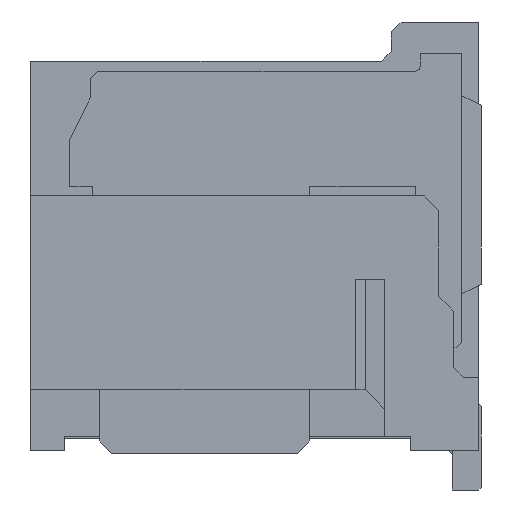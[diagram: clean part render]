
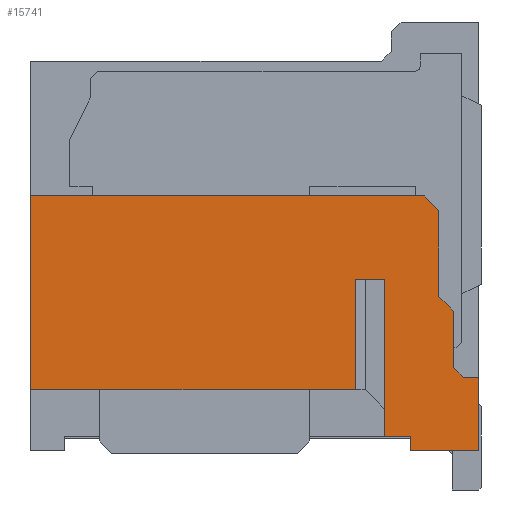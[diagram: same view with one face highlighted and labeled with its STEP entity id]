
A CAD part, left-side view. The second image highlights one B-rep face of the part: STEP entity #15741.
In plain terms, the highlighted planar face has unit normal (-1, 0, 0).
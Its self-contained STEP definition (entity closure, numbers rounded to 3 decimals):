
#41=DIRECTION('',(0.,-1.,0.));
#42=VECTOR('',#41,1.4);
#43=CARTESIAN_POINT('',(-8.15,-3.175,-4.375));
#44=LINE('',#43,#42);
#2810=DIRECTION('',(0.,0.,1.));
#2811=VECTOR('',#2810,2.25);
#2812=CARTESIAN_POINT('',(-8.15,-2.055,-3.125));
#2813=LINE('',#2812,#2811);
#2814=DIRECTION('',(0.,-1.,0.));
#2815=VECTOR('',#2814,6.63);
#2816=CARTESIAN_POINT('',(-8.15,4.575,-3.125));
#2817=LINE('',#2816,#2815);
#2818=DIRECTION('',(0.,0.,1.));
#2819=VECTOR('',#2818,3.95);
#2820=CARTESIAN_POINT('',(-8.15,4.575,-3.125));
#2821=LINE('',#2820,#2819);
#2822=DIRECTION('',(0.,-1.,0.));
#2823=VECTOR('',#2822,8.03);
#2824=CARTESIAN_POINT('',(-8.15,4.575,0.825));
#2825=LINE('',#2824,#2823);
#2826=DIRECTION('',(0.,0.707,0.707));
#2827=VECTOR('',#2826,0.424);
#2828=CARTESIAN_POINT('',(-8.15,-3.755,0.525));
#2829=LINE('',#2828,#2827);
#2830=DIRECTION('',(0.,0.,1.));
#2831=VECTOR('',#2830,1.75);
#2832=CARTESIAN_POINT('',(-8.15,-3.755,-1.225));
#2833=LINE('',#2832,#2831);
#2834=DIRECTION('',(0.,0.707,0.707));
#2835=VECTOR('',#2834,0.424);
#2836=CARTESIAN_POINT('',(-8.15,-4.055,-1.525));
#2837=LINE('',#2836,#2835);
#2838=DIRECTION('',(0.,0.,1.));
#2839=VECTOR('',#2838,1.15);
#2840=CARTESIAN_POINT('',(-8.15,-4.055,-2.675));
#2841=LINE('',#2840,#2839);
#2842=DIRECTION('',(0.,0.707,0.707));
#2843=VECTOR('',#2842,0.283);
#2844=CARTESIAN_POINT('',(-8.15,-4.255,-2.875));
#2845=LINE('',#2844,#2843);
#2846=DIRECTION('',(0.,1.,0.));
#2847=VECTOR('',#2846,0.32);
#2848=CARTESIAN_POINT('',(-8.15,-4.575,-2.875));
#2849=LINE('',#2848,#2847);
#2850=DIRECTION('',(0.,0.,1.));
#2851=VECTOR('',#2850,0.3);
#2852=CARTESIAN_POINT('',(-8.15,-3.175,-4.375));
#2853=LINE('',#2852,#2851);
#2854=DIRECTION('',(0.,1.,0.));
#2855=VECTOR('',#2854,0.52);
#2856=CARTESIAN_POINT('',(-8.15,-3.175,-4.075));
#2857=LINE('',#2856,#2855);
#2858=DIRECTION('',(0.,-1.,0.));
#2859=VECTOR('',#2858,0.6);
#2860=CARTESIAN_POINT('',(-8.15,-2.055,-0.875));
#2861=LINE('',#2860,#2859);
#2886=DIRECTION('',(0.,0.,-1.));
#2887=VECTOR('',#2886,3.2);
#2888=CARTESIAN_POINT('',(-8.15,-2.655,-0.875));
#2889=LINE('',#2888,#2887);
#3532=DIRECTION('',(0.,0.,1.));
#3533=VECTOR('',#3532,1.5);
#3534=CARTESIAN_POINT('',(-8.15,-4.575,-4.375));
#3535=LINE('',#3534,#3533);
#10019=CARTESIAN_POINT('',(-8.15,-3.175,-4.075));
#10020=CARTESIAN_POINT('',(-8.15,-2.655,-4.075));
#10021=VERTEX_POINT('',#10019);
#10022=VERTEX_POINT('',#10020);
#10399=CARTESIAN_POINT('',(-8.15,-4.575,-2.875));
#10400=CARTESIAN_POINT('',(-8.15,-4.255,-2.875));
#10401=VERTEX_POINT('',#10399);
#10402=VERTEX_POINT('',#10400);
#10403=CARTESIAN_POINT('',(-8.15,-4.055,-2.675));
#10404=VERTEX_POINT('',#10403);
#10405=CARTESIAN_POINT('',(-8.15,-4.055,-1.525));
#10406=VERTEX_POINT('',#10405);
#10407=CARTESIAN_POINT('',(-8.15,-3.755,-1.225));
#10408=VERTEX_POINT('',#10407);
#10409=CARTESIAN_POINT('',(-8.15,-3.755,0.525));
#10410=VERTEX_POINT('',#10409);
#10411=CARTESIAN_POINT('',(-8.15,-3.455,0.825));
#10412=VERTEX_POINT('',#10411);
#10413=CARTESIAN_POINT('',(-8.15,4.575,0.825));
#10414=VERTEX_POINT('',#10413);
#10431=CARTESIAN_POINT('',(-8.15,-4.575,-4.375));
#10432=VERTEX_POINT('',#10431);
#10433=CARTESIAN_POINT('',(-8.15,4.575,-3.125));
#10434=VERTEX_POINT('',#10433);
#10472=CARTESIAN_POINT('',(-8.15,-3.175,-4.375));
#10474=VERTEX_POINT('',#10472);
#11303=CARTESIAN_POINT('',(-8.15,-2.055,-3.125));
#11304=CARTESIAN_POINT('',(-8.15,-2.055,-0.875));
#11305=VERTEX_POINT('',#11303);
#11306=VERTEX_POINT('',#11304);
#11307=CARTESIAN_POINT('',(-8.15,-2.655,-0.875));
#11308=VERTEX_POINT('',#11307);
#15709=CARTESIAN_POINT('',(-8.15,4.575,-4.375));
#15710=DIRECTION('',(-1.,0.,0.));
#15711=DIRECTION('',(0.,-1.,0.));
#15712=AXIS2_PLACEMENT_3D('',#15709,#15710,#15711);
#15713=PLANE('',#15712);
#15715=ORIENTED_EDGE('',*,*,#15714,.F.);
#15717=ORIENTED_EDGE('',*,*,#15716,.F.);
#15718=ORIENTED_EDGE('',*,*,#13131,.T.);
#15719=ORIENTED_EDGE('',*,*,#15654,.T.);
#15720=ORIENTED_EDGE('',*,*,#15676,.F.);
#15721=ORIENTED_EDGE('',*,*,#15690,.F.);
#15722=ORIENTED_EDGE('',*,*,#15703,.F.);
#15723=ORIENTED_EDGE('',*,*,#15484,.F.);
#15725=ORIENTED_EDGE('',*,*,#15724,.F.);
#15727=ORIENTED_EDGE('',*,*,#15726,.F.);
#15729=ORIENTED_EDGE('',*,*,#15728,.F.);
#15730=ORIENTED_EDGE('',*,*,#13016,.F.);
#15732=ORIENTED_EDGE('',*,*,#15731,.T.);
#15734=ORIENTED_EDGE('',*,*,#15733,.T.);
#15736=ORIENTED_EDGE('',*,*,#15735,.F.);
#15738=ORIENTED_EDGE('',*,*,#15737,.F.);
#15739=EDGE_LOOP('',(#15715,#15717,#15718,#15719,#15720,#15721,#15722,#15723,
#15725,#15727,#15729,#15730,#15732,#15734,#15736,#15738));
#15740=FACE_OUTER_BOUND('',#15739,.F.);
#15741=ADVANCED_FACE('',(#15740),#15713,.T.);
#13016=EDGE_CURVE('',#10474,#10432,#44,.T.);
#13131=EDGE_CURVE('',#10434,#10414,#2821,.T.);
#15484=EDGE_CURVE('',#10404,#10406,#2841,.T.);
#15654=EDGE_CURVE('',#10414,#10412,#2825,.T.);
#15676=EDGE_CURVE('',#10410,#10412,#2829,.T.);
#15690=EDGE_CURVE('',#10408,#10410,#2833,.T.);
#15703=EDGE_CURVE('',#10406,#10408,#2837,.T.);
#15714=EDGE_CURVE('',#11305,#11306,#2813,.T.);
#15716=EDGE_CURVE('',#10434,#11305,#2817,.T.);
#15724=EDGE_CURVE('',#10402,#10404,#2845,.T.);
#15726=EDGE_CURVE('',#10401,#10402,#2849,.T.);
#15728=EDGE_CURVE('',#10432,#10401,#3535,.T.);
#15731=EDGE_CURVE('',#10474,#10021,#2853,.T.);
#15733=EDGE_CURVE('',#10021,#10022,#2857,.T.);
#15735=EDGE_CURVE('',#11308,#10022,#2889,.T.);
#15737=EDGE_CURVE('',#11306,#11308,#2861,.T.);
